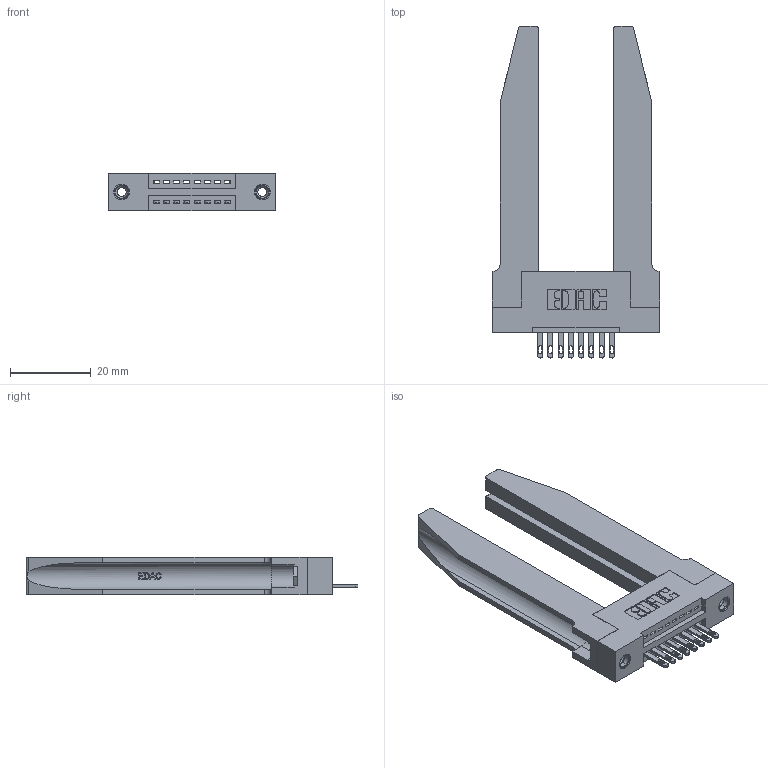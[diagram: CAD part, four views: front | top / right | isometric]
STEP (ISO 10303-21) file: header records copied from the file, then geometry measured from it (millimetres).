
FILE_DESCRIPTION (( 'STEP AP203' ), '1' );
FILE_NAME ('345-008-500-178.STEP', '2019-10-03T18:07:02', ( '' ), ( '' ), 'SwSTEP 2.0', 'SolidWorks 2016', '' );
FILE_SCHEMA (( 'CONFIG_CONTROL_DESIGN' ));
Length unit declared in the file: inch
Products named in the file (5): 345-292-001_345-293-100; 345 Part_Flush Mounting Lugs - 0.156 Dia-TH; 345-008-500-178; 345-250-001_345-250-001-102; 345-220-078_345-220-078
Assembly tree (13 placements, depth 2):
  345-008-500-178
    345 Part_Flush Mounting Lugs - 0.156 Dia-TH
    345-292-001_345-293-100  x8
    345-250-001_345-250-001-102  x2
    345-220-078_345-220-078  x2
Bounding box: 41.55 x 82.47 x 9.4 mm (x, y, z)
Volume: 11443.8 mm3; surface area: 11283 mm2
Topology: 13 solids, 13 shells, 792 faces, 2293 edges, 1518 vertices
Faces by surface type: plane 494, cylinder 246, bspline 36, cone 12, torus 4
Entity records: 15268 total; most frequent: CARTESIAN_POINT 3543, ORIENTED_EDGE 2382, DIRECTION 2153, EDGE_CURVE 1191, VECTOR 929, LINE 929, VERTEX_POINT 788, AXIS2_PLACEMENT_3D 612
